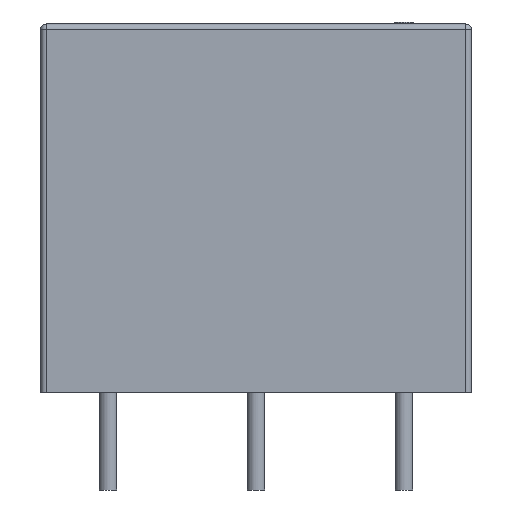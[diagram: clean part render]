
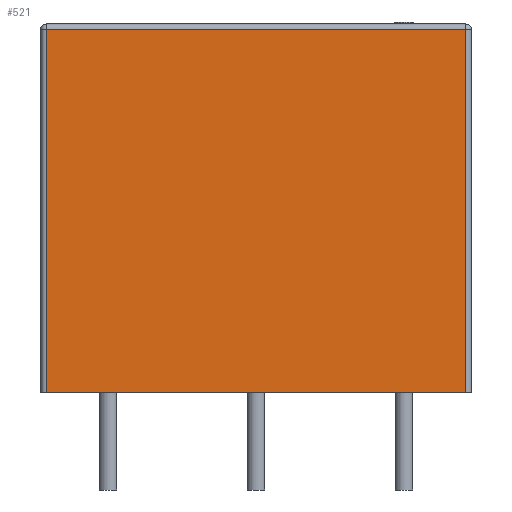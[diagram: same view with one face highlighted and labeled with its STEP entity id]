
A CAD part, left-side view. The second image highlights one B-rep face of the part: STEP entity #521.
In plain terms, the highlighted planar face has unit normal (-1, 0, 0).
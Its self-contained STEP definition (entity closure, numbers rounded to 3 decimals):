
#133 = VERTEX_POINT('',#134);
#134 = CARTESIAN_POINT('',(-2.85,-3.18,18.7));
#166 = VERTEX_POINT('',#167);
#167 = CARTESIAN_POINT('',(-2.85,-3.18,0.));
#183 = EDGE_CURVE('',#133,#166,#184,.T.);
#184 = LINE('',#185,#186);
#185 = CARTESIAN_POINT('',(-2.85,-3.18,0.));
#186 = VECTOR('',#187,1.);
#187 = DIRECTION('',(0.,0.,-1.));
#298 = VERTEX_POINT('',#299);
#299 = CARTESIAN_POINT('',(-2.85,18.42,18.7));
#324 = VERTEX_POINT('',#325);
#325 = CARTESIAN_POINT('',(-2.85,18.42,0.));
#332 = EDGE_CURVE('',#324,#298,#333,.T.);
#333 = LINE('',#334,#335);
#334 = CARTESIAN_POINT('',(-2.85,18.42,0.));
#335 = VECTOR('',#336,1.);
#336 = DIRECTION('',(0.,0.,1.));
#361 = EDGE_CURVE('',#298,#133,#362,.T.);
#362 = LINE('',#363,#364);
#363 = CARTESIAN_POINT('',(-2.85,13.17,18.7));
#364 = VECTOR('',#365,1.);
#365 = DIRECTION('',(0.,-1.,0.));
#521 = ADVANCED_FACE('',(#522),#533,.T.);
#522 = FACE_BOUND('',#523,.T.);
#523 = EDGE_LOOP('',(#524,#525,#526,#527));
#524 = ORIENTED_EDGE('',*,*,#183,.F.);
#525 = ORIENTED_EDGE('',*,*,#361,.F.);
#526 = ORIENTED_EDGE('',*,*,#332,.F.);
#527 = ORIENTED_EDGE('',*,*,#528,.T.);
#528 = EDGE_CURVE('',#324,#166,#529,.T.);
#529 = LINE('',#530,#531);
#530 = CARTESIAN_POINT('',(-2.85,18.72,0.));
#531 = VECTOR('',#532,1.);
#532 = DIRECTION('',(0.,-1.,0.));
#533 = PLANE('',#534);
#534 = AXIS2_PLACEMENT_3D('',#535,#536,#537);
#535 = CARTESIAN_POINT('',(-2.85,18.72,0.));
#536 = DIRECTION('',(-1.,0.,0.));
#537 = DIRECTION('',(0.,-1.,0.));
